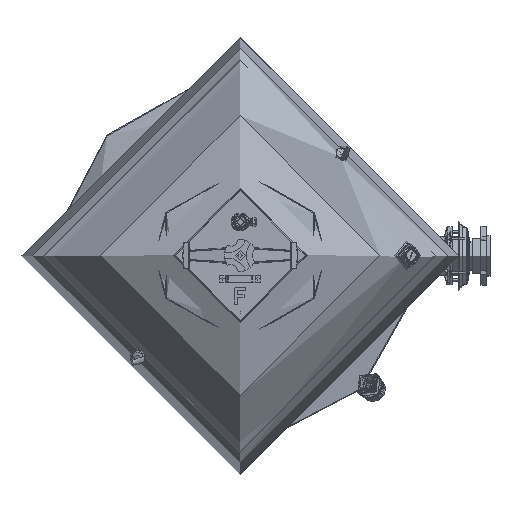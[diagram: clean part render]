
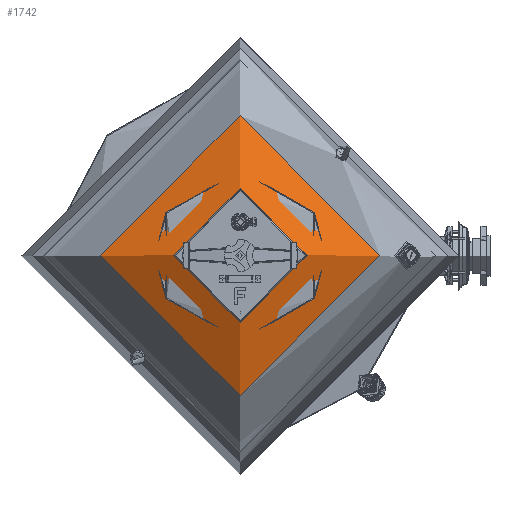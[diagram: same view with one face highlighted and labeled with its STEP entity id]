
A CAD part, top view. The second image highlights one B-rep face of the part: STEP entity #1742.
In plain terms, the highlighted free-form (B-spline) face has degree [3, 3] with [4, 7] control points.
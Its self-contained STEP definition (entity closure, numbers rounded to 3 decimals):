
#1742 = ADVANCED_FACE( '', ( #4367, #4368 ), #4369, .T. );
#4367 = FACE_OUTER_BOUND( '', #9929, .T. );
#4368 = FACE_OUTER_BOUND( '', #9930, .T. );
#4369 = ( BOUNDED_SURFACE(  )B_SPLINE_SURFACE( 3, 3, ( ( #9933, #9934, #9935, #9936, #9937, #9938, #9939 ), ( #9940, #9941, #9942, #9943, #9944, #9945, #9946 ), ( #9947, #9948, #9949, #9950, #9951, #9952, #9953 ), ( #9954, #9955, #9956, #9957, #9958, #9959, #9960 ) ), .UNSPECIFIED., .F., .T., .F. )B_SPLINE_SURFACE_WITH_KNOTS( ( 4, 4 ), ( 4, 3, 4 ), ( 0., 6.283 ), ( -1.356, -1.255, -1.155 ), .UNSPECIFIED. )GEOMETRIC_REPRESENTATION_ITEM(  )RATIONAL_B_SPLINE_SURFACE( ( ( 1., 0.333, 0.333, 1., 0.333, 0.333, 1. ), ( 0.997, 0.332, 0.332, 0.997, 0.332, 0.332, 0.997 ), ( 0.997, 0.332, 0.332, 0.997, 0.332, 0.332, 0.997 ), ( 1., 0.333, 0.333, 1., 0.333, 0.333, 1. ) ) )REPRESENTATION_ITEM( '' )SURFACE(  ) );
#9929 = EDGE_LOOP( '', ( #21299 ) );
#9930 = EDGE_LOOP( '', ( #21300 ) );
#9933 = CARTESIAN_POINT( '', ( -522.303, 0., 717.37 ) );
#9934 = CARTESIAN_POINT( '', ( -522.303, 1044.607, 717.37 ) );
#9935 = CARTESIAN_POINT( '', ( 522.303, 1044.607, 717.37 ) );
#9936 = CARTESIAN_POINT( '', ( 522.303, 0., 717.37 ) );
#9937 = CARTESIAN_POINT( '', ( 522.303, -1044.607, 717.37 ) );
#9938 = CARTESIAN_POINT( '', ( -522.303, -1044.607, 717.37 ) );
#9939 = CARTESIAN_POINT( '', ( -522.303, 0., 717.37 ) );
#9940 = CARTESIAN_POINT( '', ( -434.677, 0., 756.101 ) );
#9941 = CARTESIAN_POINT( '', ( -434.677, 869.354, 756.101 ) );
#9942 = CARTESIAN_POINT( '', ( 434.677, 869.354, 756.101 ) );
#9943 = CARTESIAN_POINT( '', ( 434.677, 0., 756.101 ) );
#9944 = CARTESIAN_POINT( '', ( 434.677, -869.354, 756.101 ) );
#9945 = CARTESIAN_POINT( '', ( -434.677, -869.354, 756.101 ) );
#9946 = CARTESIAN_POINT( '', ( -434.677, 0., 756.101 ) );
#9947 = CARTESIAN_POINT( '', ( -343.602, 0., 785.829 ) );
#9948 = CARTESIAN_POINT( '', ( -343.602, 687.204, 785.829 ) );
#9949 = CARTESIAN_POINT( '', ( 343.602, 687.204, 785.829 ) );
#9950 = CARTESIAN_POINT( '', ( 343.602, 0., 785.829 ) );
#9951 = CARTESIAN_POINT( '', ( 343.602, -687.204, 785.829 ) );
#9952 = CARTESIAN_POINT( '', ( -343.602, -687.204, 785.829 ) );
#9953 = CARTESIAN_POINT( '', ( -343.602, 0., 785.829 ) );
#9954 = CARTESIAN_POINT( '', ( -250., 0., 806.254 ) );
#9955 = CARTESIAN_POINT( '', ( -250., 500., 806.254 ) );
#9956 = CARTESIAN_POINT( '', ( 250., 500., 806.254 ) );
#9957 = CARTESIAN_POINT( '', ( 250., 0., 806.254 ) );
#9958 = CARTESIAN_POINT( '', ( 250., -500., 806.254 ) );
#9959 = CARTESIAN_POINT( '', ( -250., -500., 806.254 ) );
#9960 = CARTESIAN_POINT( '', ( -250., 0., 806.254 ) );
#21299 = ORIENTED_EDGE( '', *, *, #28711, .F. );
#21300 = ORIENTED_EDGE( '', *, *, #29774, .F. );
#28711 = EDGE_CURVE( '', #32051, #32051, #32052, .T. );
#29774 = EDGE_CURVE( '', #33875, #33875, #33876, .F. );
#32051 = VERTEX_POINT( '', #37229 );
#32052 = CIRCLE( '', #37230, 522.303 );
#33875 = VERTEX_POINT( '', #44923 );
#33876 = CIRCLE( '', #44924, 250. );
#37229 = CARTESIAN_POINT( '', ( -522.303, 0., 717.37 ) );
#37230 = AXIS2_PLACEMENT_3D( '', #72659, #72660, #72661 );
#44923 = CARTESIAN_POINT( '', ( -250., 0., 806.254 ) );
#44924 = AXIS2_PLACEMENT_3D( '', #73951, #73952, #73953 );
#72659 = CARTESIAN_POINT( '', ( 0., 0., 717.37 ) );
#72660 = DIRECTION( '', ( 0., 0., -1. ) );
#72661 = DIRECTION( '', ( -1., 0., 0. ) );
#73951 = CARTESIAN_POINT( '', ( 0., 0., 806.254 ) );
#73952 = DIRECTION( '', ( 0., 0., -1. ) );
#73953 = DIRECTION( '', ( -1., 0., 0. ) );
